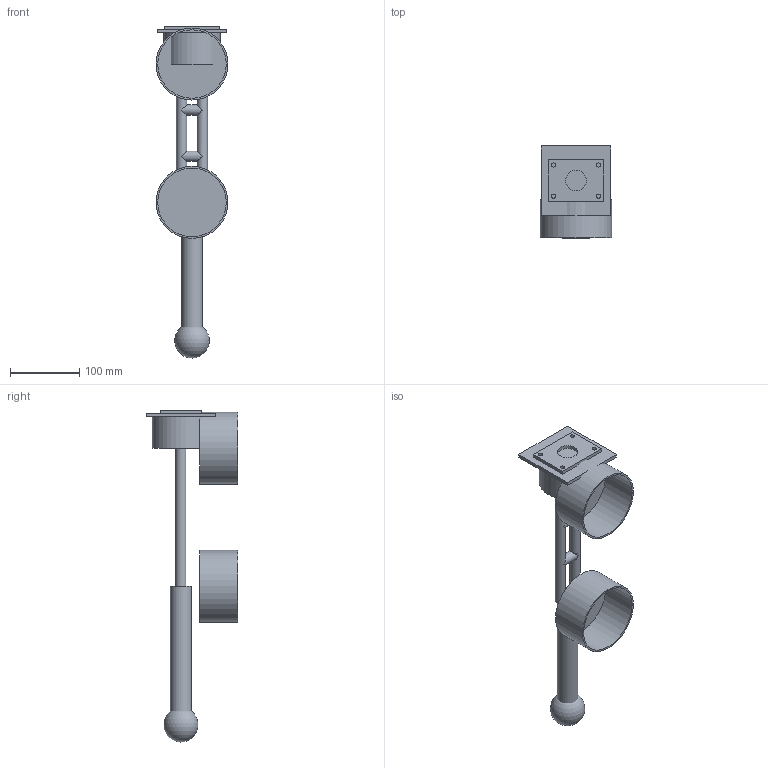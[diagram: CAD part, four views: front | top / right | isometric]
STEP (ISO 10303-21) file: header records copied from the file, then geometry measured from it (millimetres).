
FILE_DESCRIPTION(('Open CASCADE Model'),'2;1');
FILE_NAME('Open CASCADE Shape Model','2026-02-13T02:46:18',('Author'),( 'Open CASCADE'),'Open CASCADE STEP processor 7.8','Open CASCADE 7.8' ,'Unknown');
FILE_SCHEMA(('AUTOMOTIVE_DESIGN { 1 0 10303 214 1 1 1 1 }'));
Length unit declared in the file: millimetre
Products named in the file (10): 2c2b5afd-0886-11f1-8839-920006f84b3e; body_plate; hip_mounting_plate; hip_yaw_housing; u_bracket; hip_pitch_housing; upper_leg; knee_pitch_housing; lower_leg; foot
Assembly tree (9 placements, depth 2):
  2c2b5afd-0886-11f1-8839-920006f84b3e
    body_plate
    hip_mounting_plate
    hip_yaw_housing
    u_bracket
    hip_pitch_housing
    upper_leg
    knee_pitch_housing
    lower_leg
    foot
Bounding box: 104 x 132.5 x 480 mm (x, y, z)
Volume: 337879 mm3; surface area: 245971.3 mm2
Topology: 9 solids, 11 shells, 86 faces, 174 edges, 112 vertices
Faces by surface type: cylinder 45, plane 40, sphere 1
Full cylindrical faces by diameter (mm): 6 x4, 12 x4, 15 x4, 25 x1, 30 x2, 77 x1, 82 x1, 99 x2, 104 x2
Entity records: 8448 total; most frequent: CARTESIAN_POINT 4766, DIRECTION 627, ORIENTED_EDGE 342, PCURVE 342, DEFINITIONAL_REPRESENTATION 342, LINE 249, VECTOR 249, AXIS2_PLACEMENT_3D 174
